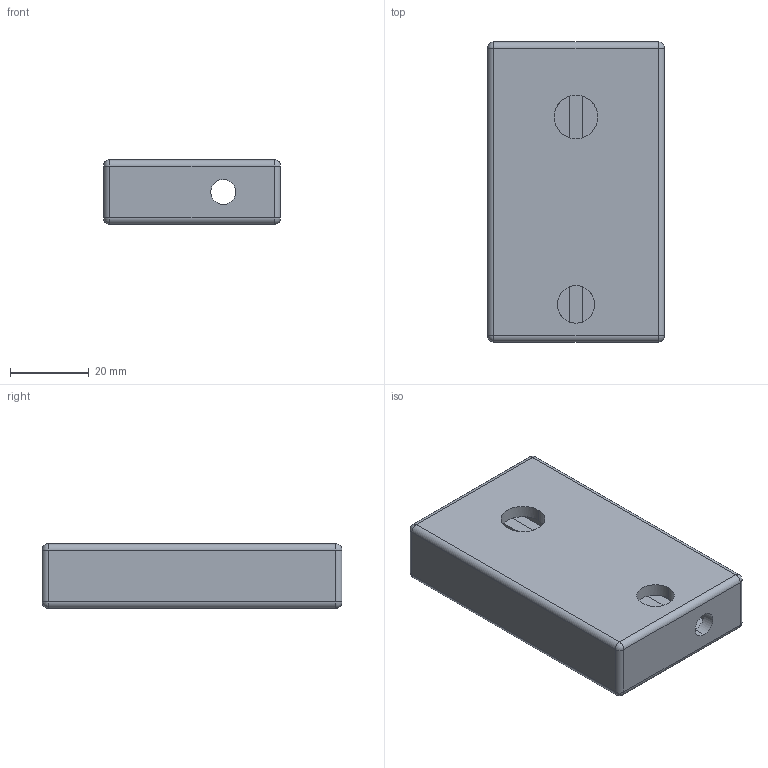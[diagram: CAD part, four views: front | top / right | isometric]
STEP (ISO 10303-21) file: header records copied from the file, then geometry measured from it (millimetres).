
FILE_DESCRIPTION(('CATIA V5 STEP Exchange','CAx-IF Rec.Pracs.--- Model Styling and Organization---1.5--- 2016-08-15','CAx-IF Rec.Pracs.---Supplemental Geometry---1.0---2011-11-01','CAx-IF Rec.Pracs.--- Composite Materials ---1.1---2010-07-15'),'2;1');
FILE_NAME('DE1116-B CMHE4621.stp','2024-01-04T15:31:35+00:00',('none'),('none'),'CATIA Version 5-6 Release 2022 SP3','CATIA V5 STEP AP214 Edition 3 v2','none');
FILE_SCHEMA(('AUTOMOTIVE_DESIGN { 1 0 10303 214 3 1 1 1 }'));
Length unit declared in the file: inch
Products named in the file (1): DE1116-B CMHE4621
Bounding box: 44.96 x 76.2 x 16.38 mm (x, y, z)
Volume: 30479.7 mm3; surface area: 19446.4 mm2
Topology: 1 solids, 1 shells, 77 faces, 224 edges, 136 vertices
Faces by surface type: plane 51, cylinder 18, sphere 8
Entity records: 2612 total; most frequent: CARTESIAN_POINT 537, ORIENTED_EDGE 432, DIRECTION 360, EDGE_CURVE 216, VECTOR 172, LINE 172, VERTEX_POINT 136, AXIS2_PLACEMENT_3D 112
